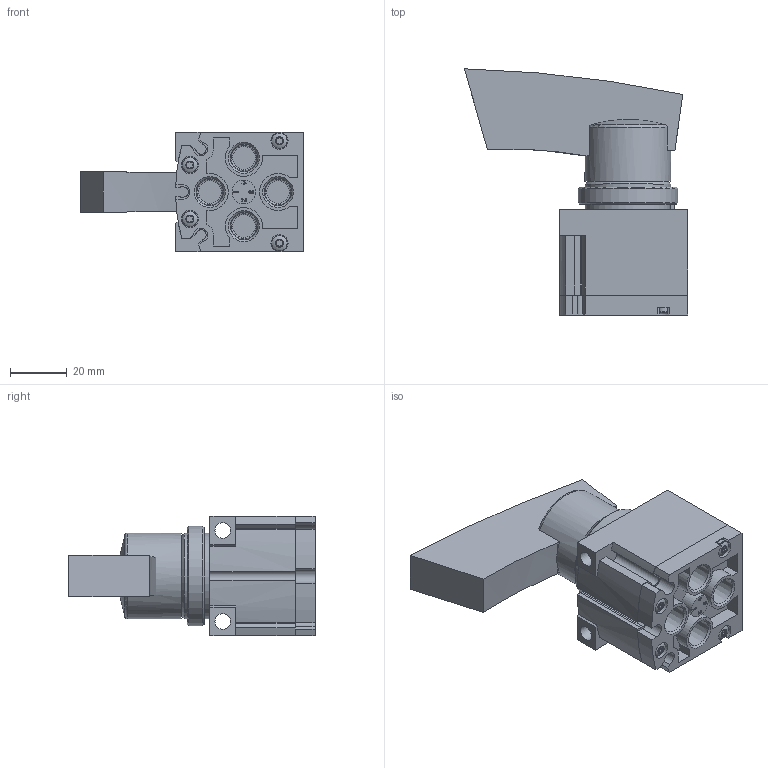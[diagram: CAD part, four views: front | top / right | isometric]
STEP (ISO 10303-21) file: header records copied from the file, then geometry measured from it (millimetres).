
FILE_DESCRIPTION(/* description */ ('STEP AP214'),/* implementation_level */ '2;1');
FILE_NAME(/* name */ '3488213_VHER-H-B43C-B-N18',/* time_stamp */ '2024-09-16T14:28:29+02:00',/* author */ ('License CC BY-ND 4.0'),/* organization */ ('CADENAS'),/* preprocessor_version */ 'ST-DEVELOPER v19.3',/* originating_system */ 'PARTsolutions',/* authorisation */ ' ');
FILE_SCHEMA (('AUTOMOTIVE_DESIGN {1 0 10303 214 3 1 1}'));
Length unit declared in the file: millimetre
Products named in the file (5): 3488213 VHER-H-B43C-B-N18; 3488205 VHER-H-B43C-B-G18---(1_AP); 3488205 VHER-H-B43C-B-G18---(Geh); 3488205 VHER-H-B43C-B-G18---(Hbl); 685171 VHER-BH-M04C-G18
Assembly tree (4 placements, depth 2):
  3488213 VHER-H-B43C-B-N18
    3488205 VHER-H-B43C-B-G18---(1_AP)
    3488205 VHER-H-B43C-B-G18---(Geh)
    3488205 VHER-H-B43C-B-G18---(Hbl)
    685171 VHER-BH-M04C-G18
Bounding box: 78.5 x 86.6 x 42 mm (x, y, z)
Volume: 96535.4 mm3; surface area: 34129.7 mm2
Topology: 4 solids, 4 shells, 413 faces, 1061 edges, 691 vertices
Faces by surface type: plane 212, cylinder 140, cone 44, torus 11, sphere 6
Full cylindrical faces by diameter (mm): 3.8 x3, 4.5 x1, 5.5 x2, 5.6 x4, 6 x2, 8 x1, 8.3 x1, 28.376 x1, 30 x1, 30.2 x1, 35 x1, 37.5 x2
Entity records: 12495 total; most frequent: CARTESIAN_POINT 2429, DIRECTION 2055, ORIENTED_EDGE 2018, EDGE_CURVE 1009, AXIS2_PLACEMENT_3D 723, VERTEX_POINT 686, LINE 609, VECTOR 609
